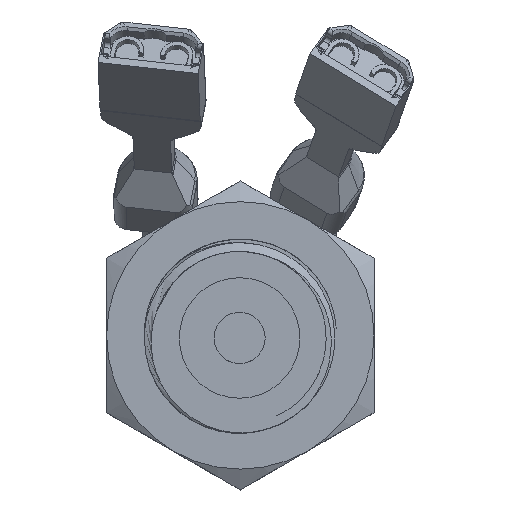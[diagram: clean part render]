
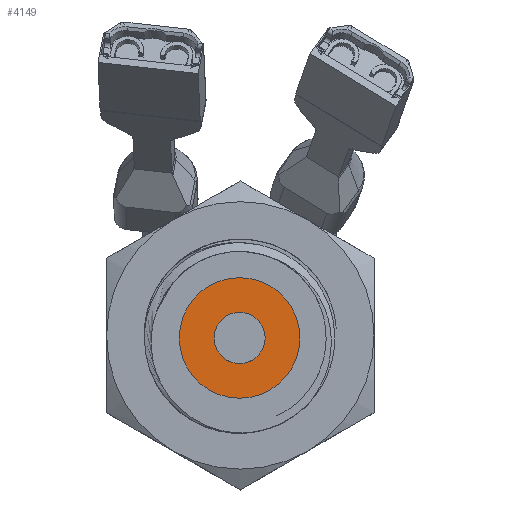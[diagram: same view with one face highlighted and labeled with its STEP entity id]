
A CAD part, top view. The second image highlights one B-rep face of the part: STEP entity #4149.
In plain terms, the highlighted planar face has unit normal (0, 0, 1).
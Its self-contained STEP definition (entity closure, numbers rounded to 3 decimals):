
#137 = CARTESIAN_POINT ( 'NONE',  ( 0., 0., 55.218 ) ) ;
#669 = CARTESIAN_POINT ( 'NONE',  ( 5.635, 0., 55.218 ) ) ;
#946 = VERTEX_POINT ( 'NONE', #12157 ) ;
#1440 = DIRECTION ( 'NONE',  ( 0., 0., 1. ) ) ;
#1720 = CARTESIAN_POINT ( 'NONE',  ( 0., 0., 55.218 ) ) ;
#2111 = EDGE_LOOP ( 'NONE', ( #11509, #9420 ) ) ;
#2509 = VERTEX_POINT ( 'NONE', #18338 ) ;
#3087 = CIRCLE ( 'NONE', #5866, 5.635 ) ;
#3236 = EDGE_CURVE ( 'NONE', #14716, #946, #15452, .T. ) ;
#3277 = VERTEX_POINT ( 'NONE', #9557 ) ;
#3565 = DIRECTION ( 'NONE',  ( 0., 0., 1. ) ) ;
#3968 = DIRECTION ( 'NONE',  ( 1., 0., 0. ) ) ;
#4149 = ADVANCED_FACE ( 'NONE', ( #18246, #5113 ), #10963, .T. ) ;
#4887 = EDGE_CURVE ( 'NONE', #946, #14716, #3087, .T. ) ;
#5113 = FACE_OUTER_BOUND ( 'NONE', #16902, .T. ) ;
#5855 = ORIENTED_EDGE ( 'NONE', *, *, #3236, .T. ) ;
#5866 = AXIS2_PLACEMENT_3D ( 'NONE', #137, #17632, #6030 ) ;
#6030 = DIRECTION ( 'NONE',  ( 1., 0., 0. ) ) ;
#6860 = CARTESIAN_POINT ( 'NONE',  ( 0., 0., 55.218 ) ) ;
#7973 = ORIENTED_EDGE ( 'NONE', *, *, #4887, .T. ) ;
#8071 = AXIS2_PLACEMENT_3D ( 'NONE', #13838, #3565, #10684 ) ;
#9420 = ORIENTED_EDGE ( 'NONE', *, *, #11485, .F. ) ;
#9557 = CARTESIAN_POINT ( 'NONE',  ( 2.388, 0., 55.218 ) ) ;
#10684 = DIRECTION ( 'NONE',  ( 1., 0., 0. ) ) ;
#10963 = PLANE ( 'NONE',  #16389 ) ;
#11059 = CARTESIAN_POINT ( 'NONE',  ( 0., 0., 55.218 ) ) ;
#11485 = EDGE_CURVE ( 'NONE', #3277, #2509, #12945, .T. ) ;
#11509 = ORIENTED_EDGE ( 'NONE', *, *, #12044, .F. ) ;
#11916 = DIRECTION ( 'NONE',  ( 1., 0., 0. ) ) ;
#12044 = EDGE_CURVE ( 'NONE', #2509, #3277, #14483, .T. ) ;
#12157 = CARTESIAN_POINT ( 'NONE',  ( -5.635, 0., 55.218 ) ) ;
#12694 = DIRECTION ( 'NONE',  ( 0., 0., 1. ) ) ;
#12945 = CIRCLE ( 'NONE', #8071, 2.388 ) ;
#13838 = CARTESIAN_POINT ( 'NONE',  ( 0., 0., 55.218 ) ) ;
#13922 = DIRECTION ( 'NONE',  ( 0., 0., 1. ) ) ;
#14483 = CIRCLE ( 'NONE', #18152, 2.388 ) ;
#14716 = VERTEX_POINT ( 'NONE', #669 ) ;
#14844 = AXIS2_PLACEMENT_3D ( 'NONE', #6860, #12694, #3968 ) ;
#15452 = CIRCLE ( 'NONE', #14844, 5.635 ) ;
#16389 = AXIS2_PLACEMENT_3D ( 'NONE', #11059, #13922, #18569 ) ;
#16902 = EDGE_LOOP ( 'NONE', ( #7973, #5855 ) ) ;
#17632 = DIRECTION ( 'NONE',  ( 0., 0., 1. ) ) ;
#18152 = AXIS2_PLACEMENT_3D ( 'NONE', #1720, #1440, #11916 ) ;
#18246 = FACE_BOUND ( 'NONE', #2111, .T. ) ;
#18338 = CARTESIAN_POINT ( 'NONE',  ( -2.388, 0., 55.218 ) ) ;
#18569 = DIRECTION ( 'NONE',  ( 1., 0., 0. ) ) ;
